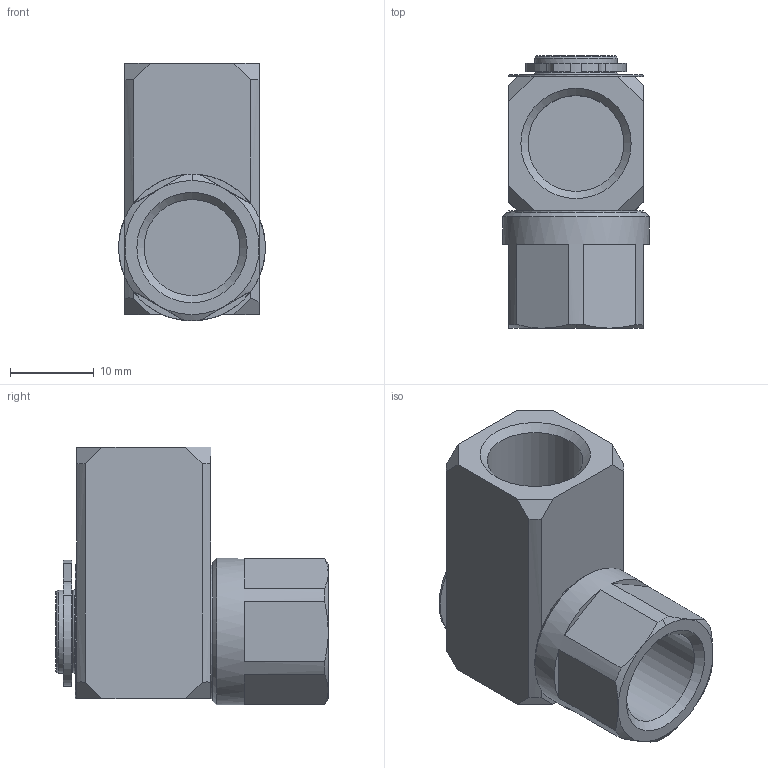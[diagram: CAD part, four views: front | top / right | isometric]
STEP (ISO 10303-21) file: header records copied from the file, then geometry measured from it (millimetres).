
FILE_DESCRIPTION(/* description */ ('Alibre Inc.'),/* implementation_level */ '2;1');
FILE_NAME(/* name */ 'export-37E639CF-06C8-4C6F-A7F3-C0E369025D40',/* time_stamp */ '2021-04-13T21:30:42+02:00',/* author */ (''),/* organization */ (''),/* preprocessor_version */ 'ST-DEVELOPER v17',/* originating_system */ 'Alibre',/* authorisation */ '');
FILE_SCHEMA (('AUTOMOTIVE_DESIGN'));
Length unit declared in the file: millimetre
Products named in the file (1): _W0511121121
Bounding box: 17.5 x 32.5 x 30.75 mm (x, y, z)
Volume: 8387.9 mm3; surface area: 4257.9 mm2
Topology: 1 solids, 1 shells, 82 faces, 205 edges, 130 vertices
Faces by surface type: plane 48, cylinder 20, cone 13, torus 1
Full cylindrical faces by diameter (mm): 1.5 x2, 9.3 x1, 9.9 x1, 10 x1, 11.445 x2, 16 x2, 17.5 x1
Entity records: 2430 total; most frequent: CARTESIAN_POINT 424, ORIENTED_EDGE 408, DIRECTION 370, EDGE_CURVE 204, AXIS2_PLACEMENT_3D 152, VERTEX_POINT 130, VECTOR 106, LINE 106
